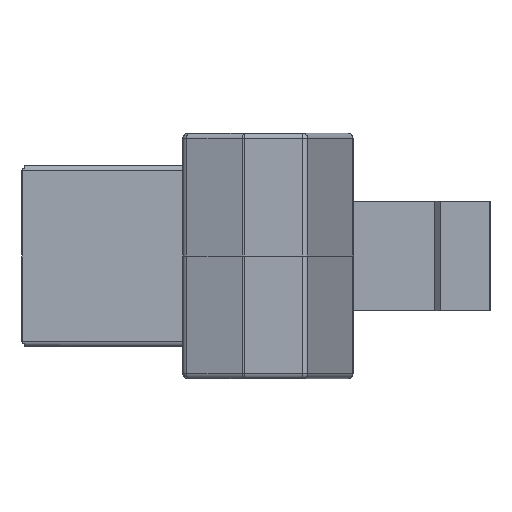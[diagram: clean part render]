
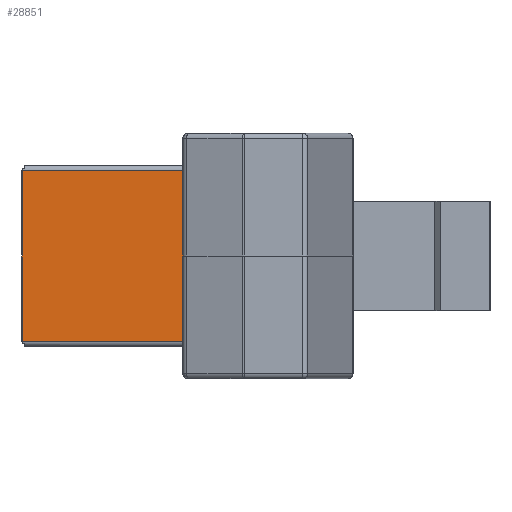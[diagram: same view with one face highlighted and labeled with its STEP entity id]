
A CAD part, left-side view. The second image highlights one B-rep face of the part: STEP entity #28851.
In plain terms, the highlighted planar face has unit normal (-1, 0, 0).
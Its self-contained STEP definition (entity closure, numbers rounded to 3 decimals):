
#1216 = EDGE_CURVE ( 'NONE', #43306, #36851, #12446, .T. ) ;
#3370 = CARTESIAN_POINT ( 'NONE',  ( -81.338, 30.21, 13.44 ) ) ;
#3587 = CARTESIAN_POINT ( 'NONE',  ( -81.338, 30.21, -2.16 ) ) ;
#4663 = ORIENTED_EDGE ( 'NONE', *, *, #35111, .T. ) ;
#5455 = VERTEX_POINT ( 'NONE', #23567 ) ;
#6341 = DIRECTION ( 'NONE',  ( 0., 1., 0. ) ) ;
#6665 = LINE ( 'NONE', #3587, #40599 ) ;
#7296 = VECTOR ( 'NONE', #24335, 1000. ) ;
#11144 = CARTESIAN_POINT ( 'NONE',  ( -81.338, 30.21, -2.16 ) ) ;
#12446 = LINE ( 'NONE', #3370, #33470 ) ;
#15964 = FACE_OUTER_BOUND ( 'NONE', #23311, .T. ) ;
#17080 = VERTEX_POINT ( 'NONE', #11144 ) ;
#17377 = VECTOR ( 'NONE', #39936, 1000. ) ;
#17455 = EDGE_CURVE ( 'NONE', #5455, #43306, #24428, .T. ) ;
#18060 = PLANE ( 'NONE',  #24201 ) ;
#18996 = DIRECTION ( 'NONE',  ( 0., -1., 0. ) ) ;
#20180 = ORIENTED_EDGE ( 'NONE', *, *, #1216, .T. ) ;
#23311 = EDGE_LOOP ( 'NONE', ( #33864, #4663, #27087, #20180 ) ) ;
#23567 = CARTESIAN_POINT ( 'NONE',  ( -81.338, 14.11, -2.16 ) ) ;
#24201 = AXIS2_PLACEMENT_3D ( 'NONE', #40761, #30123, #33727 ) ;
#24335 = DIRECTION ( 'NONE',  ( 0., 0., -1. ) ) ;
#24428 = LINE ( 'NONE', #25216, #17377 ) ;
#24962 = CARTESIAN_POINT ( 'NONE',  ( -81.338, 30.21, -2.66 ) ) ;
#25216 = CARTESIAN_POINT ( 'NONE',  ( -81.338, 14.11, -2.66 ) ) ;
#27087 = ORIENTED_EDGE ( 'NONE', *, *, #17455, .T. ) ;
#28851 = ADVANCED_FACE ( 'NONE', ( #15964 ), #18060, .T. ) ;
#29761 = CARTESIAN_POINT ( 'NONE',  ( -81.338, 30.21, 13.44 ) ) ;
#30123 = DIRECTION ( 'NONE',  ( -1., 0., 0. ) ) ;
#33470 = VECTOR ( 'NONE', #6341, 1000. ) ;
#33727 = DIRECTION ( 'NONE',  ( 0., 0., 1. ) ) ;
#33864 = ORIENTED_EDGE ( 'NONE', *, *, #43151, .T. ) ;
#35111 = EDGE_CURVE ( 'NONE', #17080, #5455, #6665, .T. ) ;
#36851 = VERTEX_POINT ( 'NONE', #29761 ) ;
#37172 = LINE ( 'NONE', #24962, #7296 ) ;
#37362 = CARTESIAN_POINT ( 'NONE',  ( -81.338, 14.11, 13.44 ) ) ;
#39936 = DIRECTION ( 'NONE',  ( 0., 0., 1. ) ) ;
#40599 = VECTOR ( 'NONE', #18996, 1000. ) ;
#40761 = CARTESIAN_POINT ( 'NONE',  ( -81.338, 30.21, -2.66 ) ) ;
#43151 = EDGE_CURVE ( 'NONE', #36851, #17080, #37172, .T. ) ;
#43306 = VERTEX_POINT ( 'NONE', #37362 ) ;
